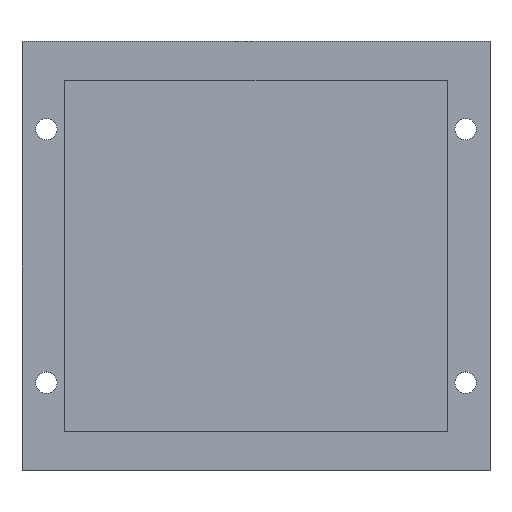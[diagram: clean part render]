
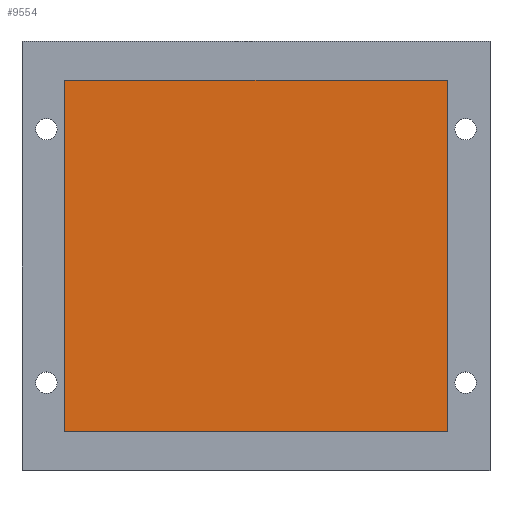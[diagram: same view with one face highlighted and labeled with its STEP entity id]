
A CAD part, top view. The second image highlights one B-rep face of the part: STEP entity #9554.
In plain terms, the highlighted planar face has unit normal (0, 0, 1).
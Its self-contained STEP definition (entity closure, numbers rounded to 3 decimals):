
#9546=AXIS2_PLACEMENT_3D('Plane Axis2P3D',#9543,#9544,#9545) ;
#9466=CARTESIAN_POINT('Vertex',(22.,200.,96.1)) ;
#9473=CARTESIAN_POINT('Vertex',(22.,20.,96.1)) ;
#9476=CARTESIAN_POINT('Line Origine',(22.,110.,96.1)) ;
#9492=CARTESIAN_POINT('Vertex',(218.,20.,96.1)) ;
#9495=CARTESIAN_POINT('Line Origine',(120.,20.,96.1)) ;
#9516=CARTESIAN_POINT('Vertex',(218.,200.,96.1)) ;
#9519=CARTESIAN_POINT('Line Origine',(218.,110.,96.1)) ;
#9531=CARTESIAN_POINT('Line Origine',(120.,200.,96.1)) ;
#9543=CARTESIAN_POINT('Axis2P3D Location',(156.5,200.,96.1)) ;
#9477=DIRECTION('Vector Direction',(0.,1.,0.)) ;
#9496=DIRECTION('Vector Direction',(-1.,0.,0.)) ;
#9520=DIRECTION('Vector Direction',(0.,1.,0.)) ;
#9532=DIRECTION('Vector Direction',(-1.,0.,0.)) ;
#9544=DIRECTION('Axis2P3D Direction',(0.,0.,1.)) ;
#9545=DIRECTION('Axis2P3D XDirection',(-1.,0.,0.)) ;
#9478=VECTOR('Line Direction',#9477,1.) ;
#9497=VECTOR('Line Direction',#9496,1.) ;
#9521=VECTOR('Line Direction',#9520,1.) ;
#9533=VECTOR('Line Direction',#9532,1.) ;
#9549=ORIENTED_EDGE('',*,*,#9499,.T.) ;
#9550=ORIENTED_EDGE('',*,*,#9523,.T.) ;
#9551=ORIENTED_EDGE('',*,*,#9535,.F.) ;
#9552=ORIENTED_EDGE('',*,*,#9480,.F.) ;
#9554=ADVANCED_FACE('Importiert38',(#9553),#9547,.T.) ;
#9480=EDGE_CURVE('',#9474,#9467,#9479,.T.) ;
#9499=EDGE_CURVE('',#9474,#9493,#9498,.F.) ;
#9523=EDGE_CURVE('',#9493,#9517,#9522,.T.) ;
#9535=EDGE_CURVE('',#9467,#9517,#9534,.F.) ;
#9548=EDGE_LOOP('',(#9549,#9550,#9551,#9552)) ;
#9553=FACE_OUTER_BOUND('',#9548,.T.) ;
#9479=LINE('Line',#9476,#9478) ;
#9498=LINE('Line',#9495,#9497) ;
#9522=LINE('Line',#9519,#9521) ;
#9534=LINE('Line',#9531,#9533) ;
#9547=PLANE('',#9546) ;
#9467=VERTEX_POINT('',#9466) ;
#9474=VERTEX_POINT('',#9473) ;
#9493=VERTEX_POINT('',#9492) ;
#9517=VERTEX_POINT('',#9516) ;
